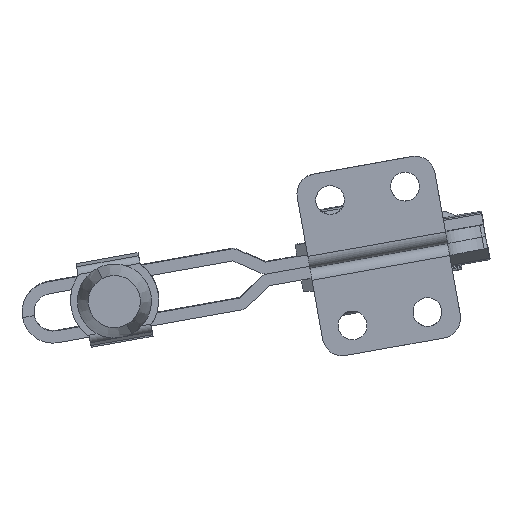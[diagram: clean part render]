
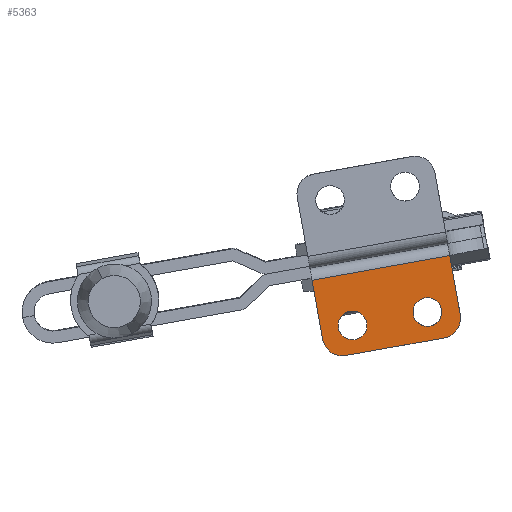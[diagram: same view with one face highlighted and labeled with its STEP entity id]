
A CAD part, front view. The second image highlights one B-rep face of the part: STEP entity #5363.
In plain terms, the highlighted face is planar.
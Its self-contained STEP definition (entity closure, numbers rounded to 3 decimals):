
#438 = DIRECTION ( 'NONE',  ( 0., 0., -1. ) ) ;
#1173 = ORIENTED_EDGE ( 'NONE', *, *, #25742, .F. ) ;
#1618 = DIRECTION ( 'NONE',  ( 0., 0., 1. ) ) ;
#1691 = AXIS2_PLACEMENT_3D ( 'NONE', #35445, #38477, #20390 ) ;
#2983 = EDGE_CURVE ( 'NONE', #21110, #38594, #38553, .T. ) ;
#3135 = VERTEX_POINT ( 'NONE', #8409 ) ;
#3992 = FACE_OUTER_BOUND ( 'NONE', #33462, .T. ) ;
#4312 = DIRECTION ( 'NONE',  ( 0., -1., 0. ) ) ;
#4330 = CARTESIAN_POINT ( 'NONE',  ( 36.55, 0., 38.897 ) ) ;
#4759 = ORIENTED_EDGE ( 'NONE', *, *, #35451, .T. ) ;
#4846 = VERTEX_POINT ( 'NONE', #35363 ) ;
#5229 = PLANE ( 'NONE',  #1691 ) ;
#5253 = AXIS2_PLACEMENT_3D ( 'NONE', #37781, #19687, #1618 ) ;
#5363 = ADVANCED_FACE ( 'NONE', ( #35182, #20059, #3992 ), #5229, .F. ) ;
#5846 = ORIENTED_EDGE ( 'NONE', *, *, #2983, .T. ) ;
#6887 = AXIS2_PLACEMENT_3D ( 'NONE', #26422, #8328, #29472 ) ;
#7383 = DIRECTION ( 'NONE',  ( 0., 0., -1. ) ) ;
#7452 = AXIS2_PLACEMENT_3D ( 'NONE', #36572, #18497, #438 ) ;
#7707 = CARTESIAN_POINT ( 'NONE',  ( 47.3, 0., 46. ) ) ;
#8328 = DIRECTION ( 'NONE',  ( 0., -1., 0. ) ) ;
#8409 = CARTESIAN_POINT ( 'NONE',  ( 14.6, 0., 46. ) ) ;
#8771 = ORIENTED_EDGE ( 'NONE', *, *, #16414, .T. ) ;
#8971 = VERTEX_POINT ( 'NONE', #38185 ) ;
#9472 = VERTEX_POINT ( 'NONE', #22710 ) ;
#10329 = CARTESIAN_POINT ( 'NONE',  ( 17.55, 0., 42.497 ) ) ;
#10679 = CARTESIAN_POINT ( 'NONE',  ( 44.5, 0., 46. ) ) ;
#11781 = ORIENTED_EDGE ( 'NONE', *, *, #35040, .F. ) ;
#13356 = VERTEX_POINT ( 'NONE', #35550 ) ;
#13393 = CARTESIAN_POINT ( 'NONE',  ( 17.55, 0., 38.897 ) ) ;
#13798 = ORIENTED_EDGE ( 'NONE', *, *, #27145, .T. ) ;
#14102 = VERTEX_POINT ( 'NONE', #10329 ) ;
#14485 = VERTEX_POINT ( 'NONE', #27852 ) ;
#15902 = ORIENTED_EDGE ( 'NONE', *, *, #18004, .F. ) ;
#16414 = EDGE_CURVE ( 'NONE', #13356, #9472, #36984, .T. ) ;
#16429 = DIRECTION ( 'NONE',  ( 0., 0., -1. ) ) ;
#18004 = EDGE_CURVE ( 'NONE', #4846, #8971, #19910, .T. ) ;
#18497 = DIRECTION ( 'NONE',  ( 0., -1., 0. ) ) ;
#19089 = EDGE_CURVE ( 'NONE', #3135, #26736, #27438, .T. ) ;
#19576 = DIRECTION ( 'NONE',  ( -1., 0., 0. ) ) ;
#19687 = DIRECTION ( 'NONE',  ( 0., -1., 0. ) ) ;
#19910 = CIRCLE ( 'NONE', #21663, 3.6 ) ;
#20059 = FACE_BOUND ( 'NONE', #26222, .T. ) ;
#20390 = DIRECTION ( 'NONE',  ( 0., 0., -1. ) ) ;
#20643 = EDGE_LOOP ( 'NONE', ( #11781, #15902 ) ) ;
#21110 = VERTEX_POINT ( 'NONE', #34844 ) ;
#21210 = ORIENTED_EDGE ( 'NONE', *, *, #19089, .T. ) ;
#21663 = AXIS2_PLACEMENT_3D ( 'NONE', #4330, #25485, #7383 ) ;
#22252 = CARTESIAN_POINT ( 'NONE',  ( 9.6, 0., 46. ) ) ;
#22406 = CARTESIAN_POINT ( 'NONE',  ( 39.5, 0., 41. ) ) ;
#22710 = CARTESIAN_POINT ( 'NONE',  ( 44.5, 0., 26. ) ) ;
#23553 = EDGE_CURVE ( 'NONE', #14485, #14102, #26761, .T. ) ;
#24095 = EDGE_CURVE ( 'NONE', #26736, #13356, #34266, .T. ) ;
#25213 = CIRCLE ( 'NONE', #7452, 3.6 ) ;
#25468 = DIRECTION ( 'NONE',  ( 0., 0., 1. ) ) ;
#25485 = DIRECTION ( 'NONE',  ( 0., -1., 0. ) ) ;
#25647 = LINE ( 'NONE', #7707, #33667 ) ;
#25742 = EDGE_CURVE ( 'NONE', #14102, #14485, #37492, .T. ) ;
#25956 = ORIENTED_EDGE ( 'NONE', *, *, #24095, .T. ) ;
#26222 = EDGE_LOOP ( 'NONE', ( #34128, #1173 ) ) ;
#26422 = CARTESIAN_POINT ( 'NONE',  ( 17.55, 0., 38.897 ) ) ;
#26736 = VERTEX_POINT ( 'NONE', #37924 ) ;
#26761 = CIRCLE ( 'NONE', #6887, 3.6 ) ;
#27145 = EDGE_CURVE ( 'NONE', #9472, #21110, #31301, .T. ) ;
#27438 = CIRCLE ( 'NONE', #5253, 5. ) ;
#27852 = CARTESIAN_POINT ( 'NONE',  ( 17.55, 0., 35.297 ) ) ;
#28024 = VECTOR ( 'NONE', #28622, 1000. ) ;
#28622 = DIRECTION ( 'NONE',  ( 1., 0., 0. ) ) ;
#29051 = DIRECTION ( 'NONE',  ( 0., 0., 1. ) ) ;
#29231 = AXIS2_PLACEMENT_3D ( 'NONE', #22406, #4312, #25468 ) ;
#29444 = AXIS2_PLACEMENT_3D ( 'NONE', #13393, #34517, #16429 ) ;
#29472 = DIRECTION ( 'NONE',  ( 0., 0., -1. ) ) ;
#31301 = LINE ( 'NONE', #10679, #38382 ) ;
#31364 = DIRECTION ( 'NONE',  ( 0., 0., -1. ) ) ;
#33349 = VECTOR ( 'NONE', #31364, 1000. ) ;
#33462 = EDGE_LOOP ( 'NONE', ( #4759, #21210, #25956, #8771, #13798, #5846 ) ) ;
#33667 = VECTOR ( 'NONE', #19576, 1000. ) ;
#34128 = ORIENTED_EDGE ( 'NONE', *, *, #23553, .F. ) ;
#34266 = LINE ( 'NONE', #22252, #33349 ) ;
#34517 = DIRECTION ( 'NONE',  ( 0., -1., 0. ) ) ;
#34548 = CARTESIAN_POINT ( 'NONE',  ( 47.3, 0., 26. ) ) ;
#34844 = CARTESIAN_POINT ( 'NONE',  ( 44.5, 0., 41. ) ) ;
#35040 = EDGE_CURVE ( 'NONE', #8971, #4846, #25213, .T. ) ;
#35182 = FACE_BOUND ( 'NONE', #20643, .T. ) ;
#35363 = CARTESIAN_POINT ( 'NONE',  ( 36.55, 0., 42.497 ) ) ;
#35445 = CARTESIAN_POINT ( 'NONE',  ( 47.3, 0., 46. ) ) ;
#35451 = EDGE_CURVE ( 'NONE', #38594, #3135, #25647, .T. ) ;
#35550 = CARTESIAN_POINT ( 'NONE',  ( 9.6, 0., 26. ) ) ;
#36572 = CARTESIAN_POINT ( 'NONE',  ( 36.55, 0., 38.897 ) ) ;
#36791 = CARTESIAN_POINT ( 'NONE',  ( 39.5, 0., 46. ) ) ;
#36984 = LINE ( 'NONE', #34548, #28024 ) ;
#37492 = CIRCLE ( 'NONE', #29444, 3.6 ) ;
#37781 = CARTESIAN_POINT ( 'NONE',  ( 14.6, 0., 41. ) ) ;
#37924 = CARTESIAN_POINT ( 'NONE',  ( 9.6, 0., 41. ) ) ;
#38185 = CARTESIAN_POINT ( 'NONE',  ( 36.55, 0., 35.297 ) ) ;
#38382 = VECTOR ( 'NONE', #29051, 1000. ) ;
#38477 = DIRECTION ( 'NONE',  ( 0., 1., 0. ) ) ;
#38553 = CIRCLE ( 'NONE', #29231, 5. ) ;
#38594 = VERTEX_POINT ( 'NONE', #36791 ) ;
